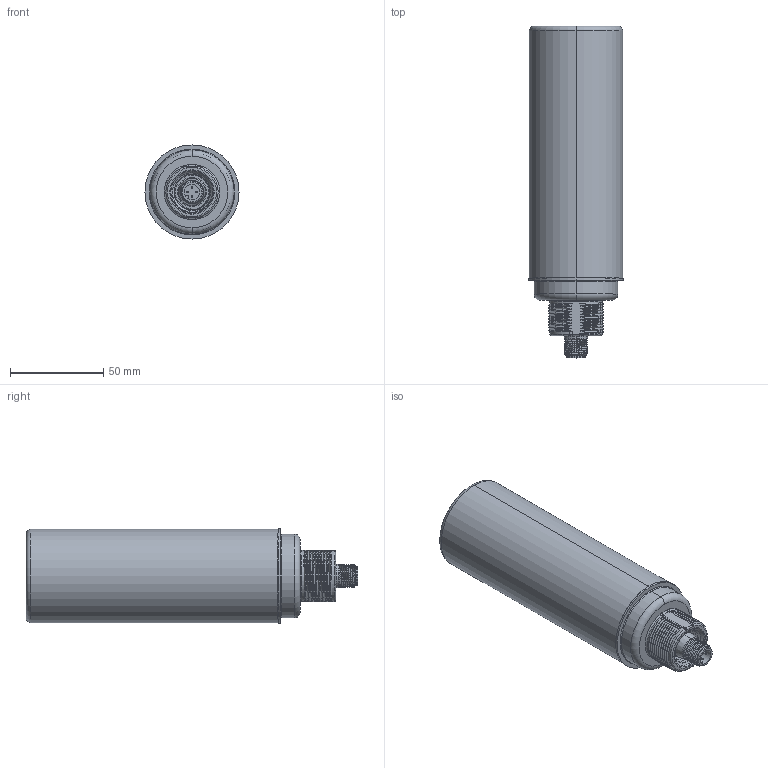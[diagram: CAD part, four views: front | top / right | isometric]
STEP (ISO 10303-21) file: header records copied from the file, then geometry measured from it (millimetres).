
FILE_DESCRIPTION((''),'2;1');
FILE_NAME('219767_ASM','2022-01-31T09:44:02',('PDMAdmin'),('BANNER ENGINEERING'),'CREO PARAMETRIC BY PTC INC, 2019292','CREO PARAMETRIC BY PTC INC, 2019292','');
FILE_SCHEMA(('CONFIG_CONTROL_DESIGN'));
Length unit declared in the file: millimetre
Products named in the file (2): 219767_EP01; 219767_ASM
Assembly tree (1 placements, depth 2):
  219767_ASM
    219767_EP01
Bounding box: 50.5 x 178.02 x 50.5 mm (x, y, z)
Volume: 28153 mm3; surface area: 58498.6 mm2
Topology: 2 solids, 2 shells, 241 faces, 605 edges, 384 vertices
Faces by surface type: cylinder 94, bspline 85, torus 27, plane 25, cone 10
Entity records: 21493 total; most frequent: CARTESIAN_POINT 16268, ORIENTED_EDGE 1210, DIRECTION 850, EDGE_CURVE 605, VERTEX_POINT 384, AXIS2_PLACEMENT_3D 330, EDGE_LOOP 257, B_SPLINE_CURVE_WITH_KNOTS 244
